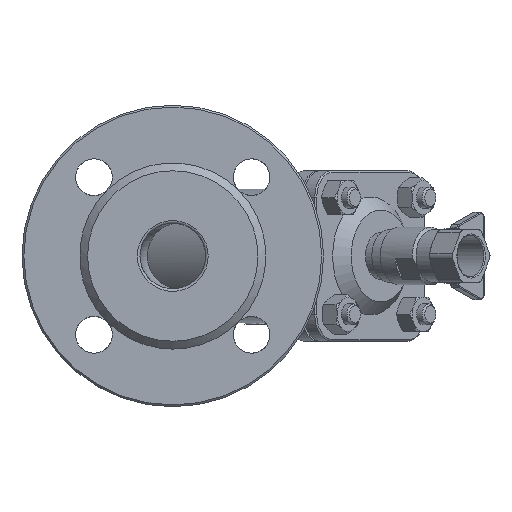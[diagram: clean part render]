
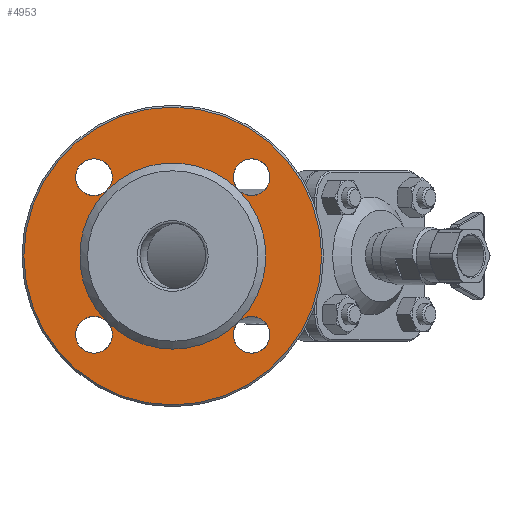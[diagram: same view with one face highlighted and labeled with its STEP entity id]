
A CAD part, left-side view. The second image highlights one B-rep face of the part: STEP entity #4953.
In plain terms, the highlighted planar face has unit normal (-1, 0, 0).
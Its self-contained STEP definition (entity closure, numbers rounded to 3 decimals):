
#159=PLANE('',#5409);
#276=FACE_BOUND('',#1430,.T.);
#1115=FACE_OUTER_BOUND('',#1429,.T.);
#1429=EDGE_LOOP('',(#3467));
#1430=EDGE_LOOP('',(#3468,#3469,#3470,#3471,#3472,#3473,#3474,#3475,#3476,
#3477,#3478,#3479,#3480));
#1794=CIRCLE('',#5404,35.5);
#1795=CIRCLE('',#5405,35.5);
#1796=CIRCLE('',#5406,35.5);
#1797=CIRCLE('',#5407,35.5);
#1798=CIRCLE('',#5408,35.5);
#1799=CIRCLE('',#5410,56.8);
#1800=CIRCLE('',#5411,7.);
#1801=CIRCLE('',#5412,7.);
#1802=CIRCLE('',#5413,7.);
#1803=CIRCLE('',#5414,7.);
#1804=CIRCLE('',#5415,7.);
#1805=CIRCLE('',#5416,7.);
#1806=CIRCLE('',#5417,7.);
#1807=CIRCLE('',#5418,7.);
#2120=VERTEX_POINT('',#8436);
#2121=VERTEX_POINT('',#8437);
#2122=VERTEX_POINT('',#8440);
#2123=VERTEX_POINT('',#8442);
#2124=VERTEX_POINT('',#8444);
#2125=VERTEX_POINT('',#8448);
#2126=VERTEX_POINT('',#8450);
#2127=VERTEX_POINT('',#8453);
#2128=VERTEX_POINT('',#8456);
#2129=VERTEX_POINT('',#8459);
#2622=EDGE_CURVE('',#2120,#2121,#1794,.T.);
#2624=EDGE_CURVE('',#2121,#2122,#1795,.T.);
#2625=EDGE_CURVE('',#2122,#2123,#1796,.T.);
#2626=EDGE_CURVE('',#2123,#2124,#1797,.T.);
#2627=EDGE_CURVE('',#2124,#2120,#1798,.T.);
#2628=EDGE_CURVE('',#2125,#2125,#1799,.T.);
#2629=EDGE_CURVE('',#2124,#2126,#1800,.T.);
#2630=EDGE_CURVE('',#2126,#2124,#1801,.T.);
#2631=EDGE_CURVE('',#2123,#2127,#1802,.T.);
#2632=EDGE_CURVE('',#2127,#2123,#1803,.T.);
#2633=EDGE_CURVE('',#2122,#2128,#1804,.T.);
#2634=EDGE_CURVE('',#2128,#2122,#1805,.T.);
#2635=EDGE_CURVE('',#2120,#2129,#1806,.T.);
#2636=EDGE_CURVE('',#2129,#2120,#1807,.T.);
#3467=ORIENTED_EDGE('',*,*,#2628,.F.);
#3468=ORIENTED_EDGE('',*,*,#2629,.T.);
#3469=ORIENTED_EDGE('',*,*,#2630,.T.);
#3470=ORIENTED_EDGE('',*,*,#2626,.F.);
#3471=ORIENTED_EDGE('',*,*,#2631,.T.);
#3472=ORIENTED_EDGE('',*,*,#2632,.T.);
#3473=ORIENTED_EDGE('',*,*,#2625,.F.);
#3474=ORIENTED_EDGE('',*,*,#2633,.T.);
#3475=ORIENTED_EDGE('',*,*,#2634,.T.);
#3476=ORIENTED_EDGE('',*,*,#2624,.F.);
#3477=ORIENTED_EDGE('',*,*,#2622,.F.);
#3478=ORIENTED_EDGE('',*,*,#2635,.T.);
#3479=ORIENTED_EDGE('',*,*,#2636,.T.);
#3480=ORIENTED_EDGE('',*,*,#2627,.F.);
#4953=ADVANCED_FACE('',(#1115,#276),#159,.F.);
#5404=AXIS2_PLACEMENT_3D('',#8438,#6125,#6126);
#5405=AXIS2_PLACEMENT_3D('',#8441,#6128,#6129);
#5406=AXIS2_PLACEMENT_3D('',#8443,#6130,#6131);
#5407=AXIS2_PLACEMENT_3D('',#8445,#6132,#6133);
#5408=AXIS2_PLACEMENT_3D('',#8446,#6134,#6135);
#5409=AXIS2_PLACEMENT_3D('',#8447,#6136,#6137);
#5410=AXIS2_PLACEMENT_3D('',#8449,#6138,#6139);
#5411=AXIS2_PLACEMENT_3D('',#8451,#6140,#6141);
#5412=AXIS2_PLACEMENT_3D('',#8452,#6142,#6143);
#5413=AXIS2_PLACEMENT_3D('',#8454,#6144,#6145);
#5414=AXIS2_PLACEMENT_3D('',#8455,#6146,#6147);
#5415=AXIS2_PLACEMENT_3D('',#8457,#6148,#6149);
#5416=AXIS2_PLACEMENT_3D('',#8458,#6150,#6151);
#5417=AXIS2_PLACEMENT_3D('',#8460,#6152,#6153);
#5418=AXIS2_PLACEMENT_3D('',#8461,#6154,#6155);
#6125=DIRECTION('center_axis',(-1.,0.,0.));
#6126=DIRECTION('ref_axis',(0.,0.,1.));
#6128=DIRECTION('center_axis',(-1.,0.,0.));
#6129=DIRECTION('ref_axis',(0.,0.,1.));
#6130=DIRECTION('center_axis',(-1.,0.,0.));
#6131=DIRECTION('ref_axis',(0.,0.,1.));
#6132=DIRECTION('center_axis',(-1.,0.,0.));
#6133=DIRECTION('ref_axis',(0.,0.,1.));
#6134=DIRECTION('center_axis',(-1.,0.,0.));
#6135=DIRECTION('ref_axis',(0.,0.,1.));
#6136=DIRECTION('center_axis',(1.,0.,0.));
#6137=DIRECTION('ref_axis',(0.,0.,-1.));
#6138=DIRECTION('center_axis',(1.,0.,0.));
#6139=DIRECTION('ref_axis',(0.,1.,0.));
#6140=DIRECTION('center_axis',(1.,0.,0.));
#6141=DIRECTION('ref_axis',(0.,-1.,0.));
#6142=DIRECTION('center_axis',(1.,0.,0.));
#6143=DIRECTION('ref_axis',(0.,-1.,0.));
#6144=DIRECTION('center_axis',(1.,0.,0.));
#6145=DIRECTION('ref_axis',(0.,-1.,0.));
#6146=DIRECTION('center_axis',(1.,0.,0.));
#6147=DIRECTION('ref_axis',(0.,-1.,0.));
#6148=DIRECTION('center_axis',(1.,0.,0.));
#6149=DIRECTION('ref_axis',(0.,-1.,0.));
#6150=DIRECTION('center_axis',(1.,0.,0.));
#6151=DIRECTION('ref_axis',(0.,-1.,0.));
#6152=DIRECTION('center_axis',(1.,0.,0.));
#6153=DIRECTION('ref_axis',(0.,-1.,0.));
#6154=DIRECTION('center_axis',(1.,0.,0.));
#6155=DIRECTION('ref_axis',(0.,-1.,0.));
#8436=CARTESIAN_POINT('',(-141.,25.102,-25.102));
#8437=CARTESIAN_POINT('',(-141.,0.,-35.5));
#8438=CARTESIAN_POINT('Origin',(-141.,0.,0.));
#8440=CARTESIAN_POINT('',(-141.,-25.102,-25.102));
#8441=CARTESIAN_POINT('Origin',(-141.,0.,0.));
#8442=CARTESIAN_POINT('',(-141.,-25.102,25.102));
#8443=CARTESIAN_POINT('Origin',(-141.,0.,0.));
#8444=CARTESIAN_POINT('',(-141.,25.102,25.102));
#8445=CARTESIAN_POINT('Origin',(-141.,0.,0.));
#8446=CARTESIAN_POINT('Origin',(-141.,0.,0.));
#8447=CARTESIAN_POINT('Origin',(-141.,0.,0.));
#8448=CARTESIAN_POINT('',(-141.,-56.8,0.));
#8449=CARTESIAN_POINT('Origin',(-141.,0.,0.));
#8450=CARTESIAN_POINT('',(-141.,37.052,30.052));
#8451=CARTESIAN_POINT('Origin',(-141.,30.052,30.052));
#8452=CARTESIAN_POINT('Origin',(-141.,30.052,30.052));
#8453=CARTESIAN_POINT('',(-141.,-23.052,30.052));
#8454=CARTESIAN_POINT('Origin',(-141.,-30.052,30.052));
#8455=CARTESIAN_POINT('Origin',(-141.,-30.052,30.052));
#8456=CARTESIAN_POINT('',(-141.,-23.052,-30.052));
#8457=CARTESIAN_POINT('Origin',(-141.,-30.052,-30.052));
#8458=CARTESIAN_POINT('Origin',(-141.,-30.052,-30.052));
#8459=CARTESIAN_POINT('',(-141.,37.052,-30.052));
#8460=CARTESIAN_POINT('Origin',(-141.,30.052,-30.052));
#8461=CARTESIAN_POINT('Origin',(-141.,30.052,-30.052));
